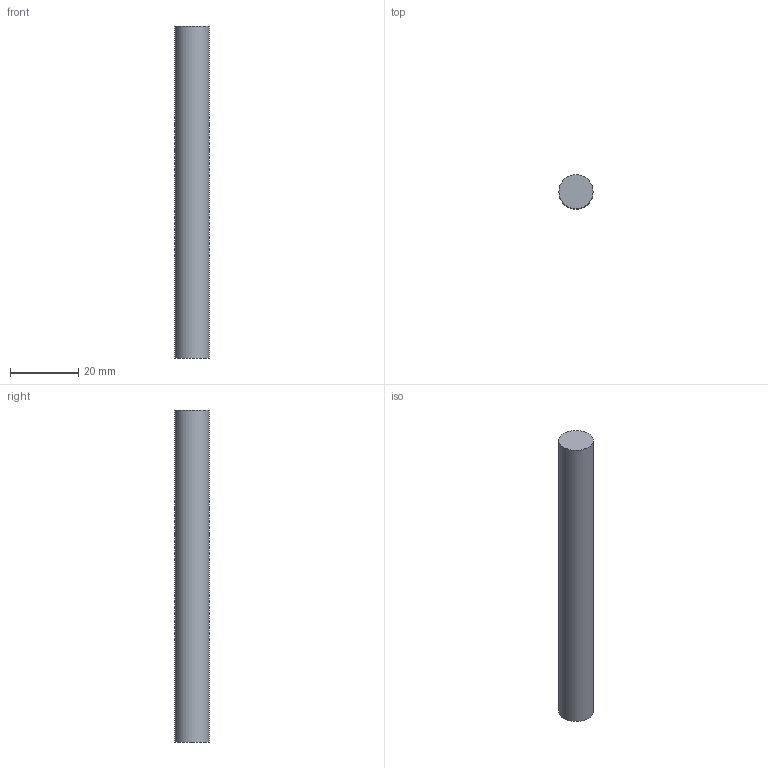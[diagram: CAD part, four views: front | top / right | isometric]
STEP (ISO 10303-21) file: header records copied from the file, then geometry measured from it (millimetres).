
FILE_DESCRIPTION((''),'1');
FILE_NAME('ST10W-M6-95.stp','2022-09-05T02:41:32',(''),(''),'Spatial Interop R21 SP3','Kubotek KeyCreator 2011 V10.0.2 (22737)',' ');
FILE_SCHEMA(('automotive_design'));
Length unit declared in the file: millimetre
Products named in the file (1): 240[2]
Bounding box: 10 x 10 x 97 mm (x, y, z)
Volume: 7618.4 mm3; surface area: 3204.4 mm2
Topology: 1 solids, 1 shells, 3 faces, 3 edges, 2 vertices
Faces by surface type: plane 2, cylinder 1
Full cylindrical faces by diameter (mm): 10 x1
Entity records: 128 total; most frequent: DIRECTION 12, PRESENTATION_STYLE_ASSIGNMENT 10, COLOUR_RGB 10, CARTESIAN_POINT 8, STYLED_ITEM 6, AXIS2_PLACEMENT_3D 6, CURVE_STYLE 6, DRAUGHTING_PRE_DEFINED_CURVE_FONT 6
